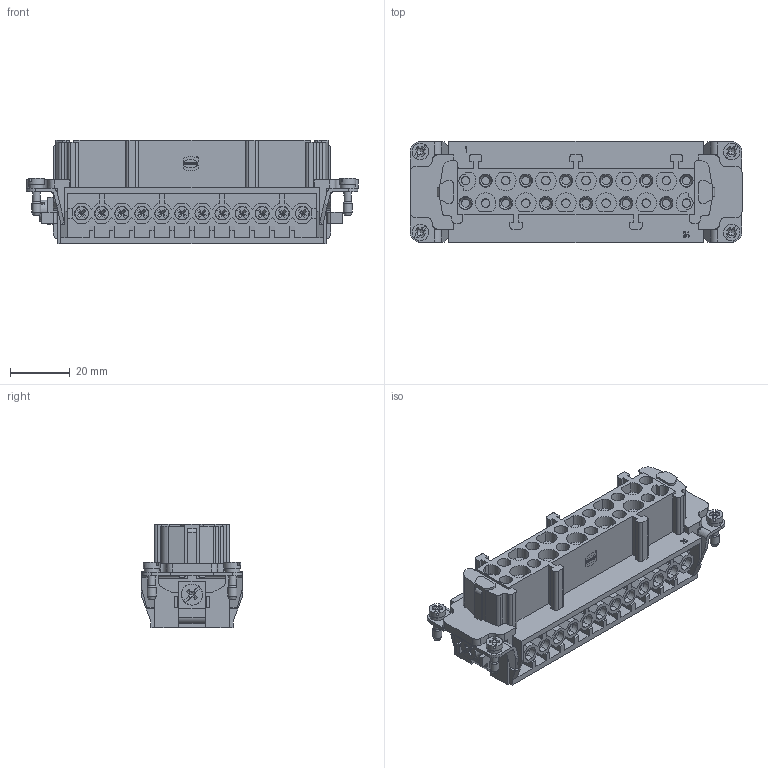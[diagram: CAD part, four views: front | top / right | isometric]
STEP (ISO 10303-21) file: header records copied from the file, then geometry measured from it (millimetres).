
FILE_DESCRIPTION(/* description */ (''),/* implementation_level */ '2;1');
FILE_NAME(/* name */ '100186613ugm000_d.stp',/* time_stamp */ '2019-04-10T09:18:51+02:00',/* author */ (''),/* organization */ (''),/* preprocessor_version */ 'ST-DEVELOPER v16.7',/* originating_system */ 'SIEMENS PLM Software NX 12.0',/* authorisation */ '');
FILE_SCHEMA (('AUTOMOTIVE_DESIGN { 1 0 10303 214 3 1 1 1 }'));
Products named in the file (1): 100186613ugm000_d
Bounding box: 110.85 x 33.9 x 34.6 mm (x, y, z)
Volume: 57167.4 mm3; surface area: 36880.9 mm2
Topology: 1 solids, 1 shells, 3003 faces, 8610 edges, 5749 vertices
Faces by surface type: plane 1915, bspline 384, cylinder 381, cone 249, extrusion 50, torus 24
Full cylindrical faces by diameter (mm): 0.335 x1, 0.492 x1, 2.438 x2, 2.5 x6, 2.8 x24, 2.85 x24, 3 x4, 3.2 x25, 5 x4, 5.5 x4, 7 x1
Entity records: 135894 total; most frequent: CARTESIAN_POINT 41564, ORIENTED_EDGE 16370, DIRECTION 13146, EDGE_CURVE 8185, VERTEX_POINT 5490, VECTOR 5000, LINE 4950, AXIS2_PLACEMENT_3D 4073
